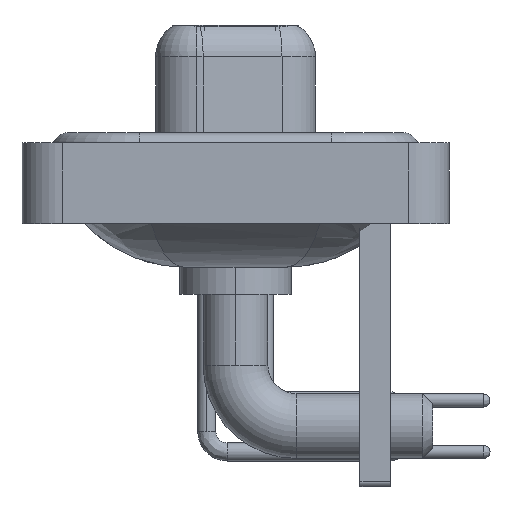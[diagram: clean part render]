
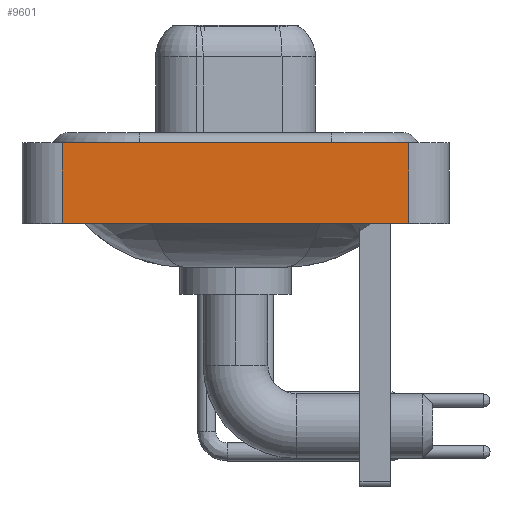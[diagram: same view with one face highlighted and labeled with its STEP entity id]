
A CAD part, left-side view. The second image highlights one B-rep face of the part: STEP entity #9601.
In plain terms, the highlighted planar face has unit normal (-1, 0, 0).
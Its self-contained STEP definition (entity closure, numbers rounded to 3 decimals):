
#2081 = ORIENTED_EDGE ( 'NONE', *, *, #6220, .F. ) ;
#2651 = VECTOR ( 'NONE', #12490, 1000. ) ;
#2778 = LINE ( 'NONE', #16239, #3718 ) ;
#3141 = EDGE_CURVE ( 'NONE', #5868, #14665, #4677, .T. ) ;
#3517 = EDGE_LOOP ( 'NONE', ( #18761, #2081, #19904, #17198 ) ) ;
#3718 = VECTOR ( 'NONE', #7815, 1000. ) ;
#4125 = VECTOR ( 'NONE', #10635, 1000. ) ;
#4606 = CARTESIAN_POINT ( 'NONE',  ( -7.35, -8.55, -3.6 ) ) ;
#4677 = LINE ( 'NONE', #4795, #12112 ) ;
#4795 = CARTESIAN_POINT ( 'NONE',  ( -7.35, 8.55, -3.6 ) ) ;
#5868 = VERTEX_POINT ( 'NONE', #7604 ) ;
#6220 = EDGE_CURVE ( 'NONE', #14665, #11003, #14368, .T. ) ;
#6383 = EDGE_CURVE ( 'NONE', #5868, #15418, #2778, .T. ) ;
#7604 = CARTESIAN_POINT ( 'NONE',  ( -7.35, 8.55, -3.6 ) ) ;
#7801 = DIRECTION ( 'NONE',  ( -1., 0., 0. ) ) ;
#7815 = DIRECTION ( 'NONE',  ( 0., -1., 0. ) ) ;
#8662 = EDGE_CURVE ( 'NONE', #15418, #11003, #10866, .T. ) ;
#9601 = ADVANCED_FACE ( 'NONE', ( #14231 ), #17878, .T. ) ;
#10084 = CARTESIAN_POINT ( 'NONE',  ( -7.35, 8.55, 0.4 ) ) ;
#10635 = DIRECTION ( 'NONE',  ( 0., 0., 1. ) ) ;
#10866 = LINE ( 'NONE', #17598, #4125 ) ;
#11003 = VERTEX_POINT ( 'NONE', #12858 ) ;
#12056 = CARTESIAN_POINT ( 'NONE',  ( -7.35, -8.55, -3.6 ) ) ;
#12112 = VECTOR ( 'NONE', #15083, 1000. ) ;
#12490 = DIRECTION ( 'NONE',  ( 0., -1., 0. ) ) ;
#12620 = CARTESIAN_POINT ( 'NONE',  ( -7.35, -8.55, 0.4 ) ) ;
#12675 = AXIS2_PLACEMENT_3D ( 'NONE', #4606, #7801, #19314 ) ;
#12858 = CARTESIAN_POINT ( 'NONE',  ( -7.35, -8.55, 0.4 ) ) ;
#14231 = FACE_OUTER_BOUND ( 'NONE', #3517, .T. ) ;
#14368 = LINE ( 'NONE', #12620, #2651 ) ;
#14665 = VERTEX_POINT ( 'NONE', #10084 ) ;
#15083 = DIRECTION ( 'NONE',  ( 0., 0., 1. ) ) ;
#15418 = VERTEX_POINT ( 'NONE', #12056 ) ;
#16239 = CARTESIAN_POINT ( 'NONE',  ( -7.35, -8.55, -3.6 ) ) ;
#17198 = ORIENTED_EDGE ( 'NONE', *, *, #6383, .T. ) ;
#17598 = CARTESIAN_POINT ( 'NONE',  ( -7.35, -8.55, -3.6 ) ) ;
#17878 = PLANE ( 'NONE',  #12675 ) ;
#18761 = ORIENTED_EDGE ( 'NONE', *, *, #8662, .T. ) ;
#19314 = DIRECTION ( 'NONE',  ( 0., 0., 1. ) ) ;
#19904 = ORIENTED_EDGE ( 'NONE', *, *, #3141, .F. ) ;
